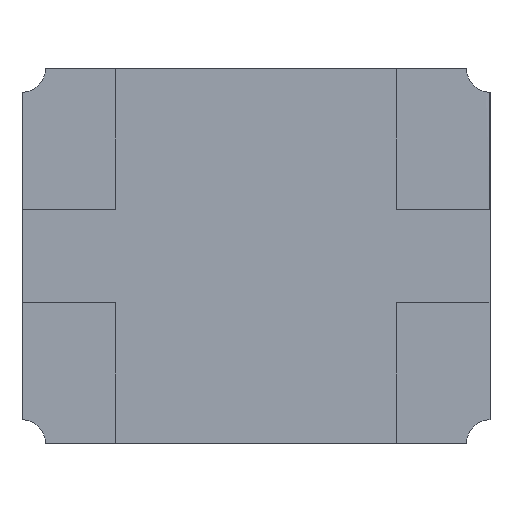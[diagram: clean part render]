
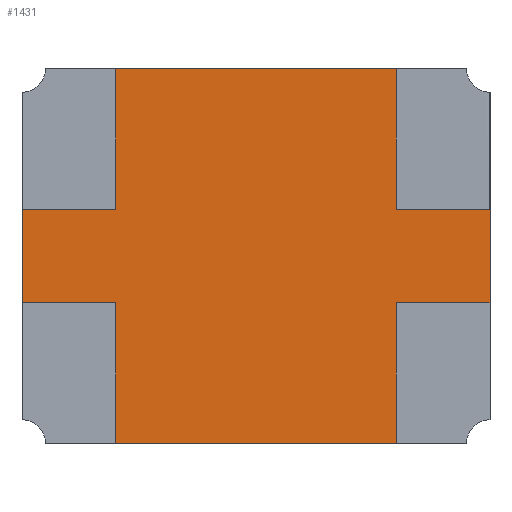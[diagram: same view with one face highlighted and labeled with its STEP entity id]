
A CAD part, front view. The second image highlights one B-rep face of the part: STEP entity #1431.
In plain terms, the highlighted planar face has unit normal (0, -1, 0).
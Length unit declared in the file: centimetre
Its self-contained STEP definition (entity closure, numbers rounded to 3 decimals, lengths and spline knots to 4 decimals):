
#14 = CARTESIAN_POINT ( 'NONE',  ( -0.09, 0., 0.08 ) ) ;
#92 = EDGE_CURVE ( 'NONE', #1708, #663, #604, .T. ) ;
#184 = DIRECTION ( 'NONE',  ( 0., 1., 0. ) ) ;
#190 = DIRECTION ( 'NONE',  ( 0., 0., -1. ) ) ;
#277 = AXIS2_PLACEMENT_3D ( 'NONE', #2587, #1396, #190 ) ;
#319 = CARTESIAN_POINT ( 'NONE',  ( 0.1, 0., -0.07 ) ) ;
#434 = DIRECTION ( 'NONE',  ( 0., 1., 0. ) ) ;
#443 = ORIENTED_EDGE ( 'NONE', *, *, #1386, .F. ) ;
#451 = AXIS2_PLACEMENT_3D ( 'NONE', #537, #1929, #749 ) ;
#475 = CARTESIAN_POINT ( 'NONE',  ( -0.09, 0., -0.08 ) ) ;
#483 = EDGE_CURVE ( 'NONE', #2107, #663, #1578, .T. ) ;
#518 = VERTEX_POINT ( 'NONE', #1549 ) ;
#526 = DIRECTION ( 'NONE',  ( 0., 0., -1. ) ) ;
#537 = CARTESIAN_POINT ( 'NONE',  ( -0.1, 0., 0.08 ) ) ;
#538 = CARTESIAN_POINT ( 'NONE',  ( 0.09, 0., 0.08 ) ) ;
#604 = CIRCLE ( 'NONE', #1898, 0.01 ) ;
#613 = CARTESIAN_POINT ( 'NONE',  ( -0.1, 0., 0.07 ) ) ;
#663 = VERTEX_POINT ( 'NONE', #2055 ) ;
#698 = PLANE ( 'NONE',  #1820 ) ;
#749 = DIRECTION ( 'NONE',  ( 0., 0., -1. ) ) ;
#803 = VERTEX_POINT ( 'NONE', #2366 ) ;
#831 = ORIENTED_EDGE ( 'NONE', *, *, #2586, .T. ) ;
#867 = ORIENTED_EDGE ( 'NONE', *, *, #92, .T. ) ;
#891 = CARTESIAN_POINT ( 'NONE',  ( 0., 0., 0. ) ) ;
#919 = CARTESIAN_POINT ( 'NONE',  ( 0.1, 0., 0.07 ) ) ;
#920 = VECTOR ( 'NONE', #2432, 100. ) ;
#931 = EDGE_CURVE ( 'NONE', #803, #1564, #1462, .T. ) ;
#940 = DIRECTION ( 'NONE',  ( 1., 0., 0. ) ) ;
#1019 = VECTOR ( 'NONE', #1879, 100. ) ;
#1042 = VECTOR ( 'NONE', #940, 100. ) ;
#1055 = ORIENTED_EDGE ( 'NONE', *, *, #483, .F. ) ;
#1096 = DIRECTION ( 'NONE',  ( 0., -1., 0. ) ) ;
#1100 = LINE ( 'NONE', #319, #2558 ) ;
#1136 = VERTEX_POINT ( 'NONE', #2298 ) ;
#1152 = CARTESIAN_POINT ( 'NONE',  ( 0.09, 0., -0.08 ) ) ;
#1233 = CIRCLE ( 'NONE', #451, 0.01 ) ;
#1245 = VERTEX_POINT ( 'NONE', #1152 ) ;
#1386 = EDGE_CURVE ( 'NONE', #1245, #518, #2071, .T. ) ;
#1389 = CARTESIAN_POINT ( 'NONE',  ( 0.1, 0., -0.08 ) ) ;
#1395 = ORIENTED_EDGE ( 'NONE', *, *, #2000, .T. ) ;
#1396 = DIRECTION ( 'NONE',  ( 0., 1., 0. ) ) ;
#1416 = CIRCLE ( 'NONE', #1588, 0.01 ) ;
#1424 = ORIENTED_EDGE ( 'NONE', *, *, #1895, .T. ) ;
#1431 = ADVANCED_FACE ( 'NONE', ( #2603 ), #698, .T. ) ;
#1462 = LINE ( 'NONE', #613, #920 ) ;
#1519 = EDGE_LOOP ( 'NONE', ( #1988, #867, #1055, #1395, #1885, #831, #443, #1424 ) ) ;
#1530 = CARTESIAN_POINT ( 'NONE',  ( -0.1, 0., 0.07 ) ) ;
#1549 = CARTESIAN_POINT ( 'NONE',  ( -0.09, 0., -0.08 ) ) ;
#1564 = VERTEX_POINT ( 'NONE', #1530 ) ;
#1578 = LINE ( 'NONE', #538, #1042 ) ;
#1588 = AXIS2_PLACEMENT_3D ( 'NONE', #1389, #184, #1596 ) ;
#1596 = DIRECTION ( 'NONE',  ( 0., 0., -1. ) ) ;
#1654 = CARTESIAN_POINT ( 'NONE',  ( 0.1, 0., 0.08 ) ) ;
#1708 = VERTEX_POINT ( 'NONE', #919 ) ;
#1820 = AXIS2_PLACEMENT_3D ( 'NONE', #891, #1096, #2487 ) ;
#1850 = DIRECTION ( 'NONE',  ( 0., 0., -1. ) ) ;
#1879 = DIRECTION ( 'NONE',  ( -1., 0., 0. ) ) ;
#1885 = ORIENTED_EDGE ( 'NONE', *, *, #931, .F. ) ;
#1895 = EDGE_CURVE ( 'NONE', #1245, #1136, #1416, .T. ) ;
#1898 = AXIS2_PLACEMENT_3D ( 'NONE', #1654, #434, #1850 ) ;
#1929 = DIRECTION ( 'NONE',  ( 0., 1., 0. ) ) ;
#1988 = ORIENTED_EDGE ( 'NONE', *, *, #2481, .F. ) ;
#2000 = EDGE_CURVE ( 'NONE', #2107, #1564, #1233, .T. ) ;
#2055 = CARTESIAN_POINT ( 'NONE',  ( 0.09, 0., 0.08 ) ) ;
#2059 = CIRCLE ( 'NONE', #277, 0.01 ) ;
#2071 = LINE ( 'NONE', #475, #1019 ) ;
#2107 = VERTEX_POINT ( 'NONE', #14 ) ;
#2298 = CARTESIAN_POINT ( 'NONE',  ( 0.1, 0., -0.07 ) ) ;
#2366 = CARTESIAN_POINT ( 'NONE',  ( -0.1, 0., -0.07 ) ) ;
#2432 = DIRECTION ( 'NONE',  ( 0., 0., 1. ) ) ;
#2481 = EDGE_CURVE ( 'NONE', #1708, #1136, #1100, .T. ) ;
#2487 = DIRECTION ( 'NONE',  ( 0., 0., -1. ) ) ;
#2558 = VECTOR ( 'NONE', #526, 100. ) ;
#2586 = EDGE_CURVE ( 'NONE', #803, #518, #2059, .T. ) ;
#2587 = CARTESIAN_POINT ( 'NONE',  ( -0.1, 0., -0.08 ) ) ;
#2603 = FACE_OUTER_BOUND ( 'NONE', #1519, .T. ) ;
